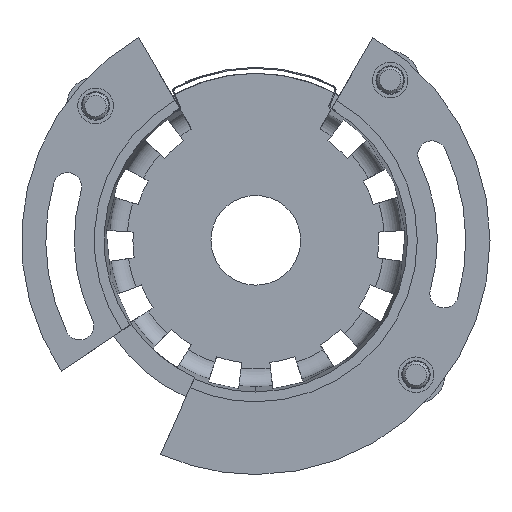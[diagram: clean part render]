
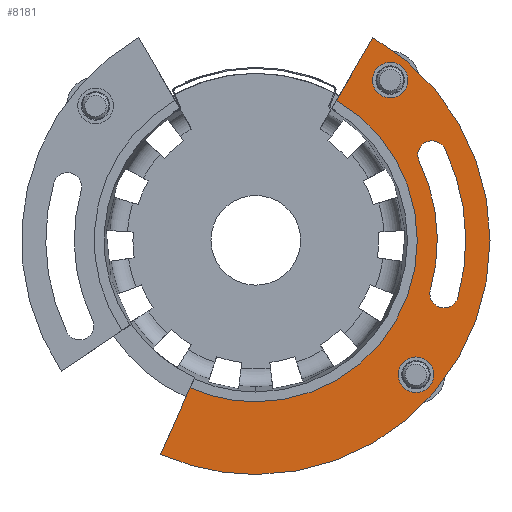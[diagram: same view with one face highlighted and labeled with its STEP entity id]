
A CAD part, front view. The second image highlights one B-rep face of the part: STEP entity #8181.
In plain terms, the highlighted planar face has unit normal (0, -1, 0).
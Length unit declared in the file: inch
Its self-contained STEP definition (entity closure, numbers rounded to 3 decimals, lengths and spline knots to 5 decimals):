
#2 = VERTEX_POINT ( 'NONE', #1285 ) ;
#109 = CARTESIAN_POINT ( 'NONE',  ( 2.25026, 0., -1.88819 ) ) ;
#144 = AXIS2_PLACEMENT_3D ( 'NONE', #5913, #643, #6793 ) ;
#223 = DIRECTION ( 'NONE',  ( 0., -1., 0. ) ) ;
#237 = DIRECTION ( 'NONE',  ( 0., -1., 0. ) ) ;
#348 = EDGE_LOOP ( 'NONE', ( #9300, #9222, #2311, #7038, #9984 ) ) ;
#373 = ORIENTED_EDGE ( 'NONE', *, *, #6729, .F. ) ;
#590 = LINE ( 'NONE', #10928, #9417 ) ;
#643 = DIRECTION ( 'NONE',  ( 0., -1., 0. ) ) ;
#688 = CARTESIAN_POINT ( 'NONE',  ( 2.4533, 0., -0.69557 ) ) ;
#755 = DIRECTION ( 'NONE',  ( 0., 0., 1. ) ) ;
#845 = EDGE_CURVE ( 'NONE', #2298, #5595, #9575, .T. ) ;
#918 = CARTESIAN_POINT ( 'NONE',  ( 0., 0., 0. ) ) ;
#922 = CIRCLE ( 'NONE', #8266, 0.25 ) ;
#986 = VERTEX_POINT ( 'NONE', #9303 ) ;
#1011 = EDGE_LOOP ( 'NONE', ( #1739, #8264 ) ) ;
#1044 = CARTESIAN_POINT ( 'NONE',  ( 0., 0., 0. ) ) ;
#1194 = AXIS2_PLACEMENT_3D ( 'NONE', #4184, #5063, #755 ) ;
#1285 = CARTESIAN_POINT ( 'NONE',  ( 1.88819, 0., 2.50026 ) ) ;
#1296 = EDGE_CURVE ( 'NONE', #4560, #8841, #4038, .T. ) ;
#1456 = CARTESIAN_POINT ( 'NONE',  ( -1.33816, 0., -3.00556 ) ) ;
#1739 = ORIENTED_EDGE ( 'NONE', *, *, #8726, .F. ) ;
#1777 = AXIS2_PLACEMENT_3D ( 'NONE', #4962, #3233, #9405 ) ;
#1792 = DIRECTION ( 'NONE',  ( 0., 0., 1. ) ) ;
#1848 = DIRECTION ( 'NONE',  ( 0., -1., 0. ) ) ;
#1872 = CARTESIAN_POINT ( 'NONE',  ( 2.64572, 0., -0.75013 ) ) ;
#1897 = DIRECTION ( 'NONE',  ( 0., 0., -1. ) ) ;
#2042 = CIRCLE ( 'NONE', #7212, 2.55 ) ;
#2091 = DIRECTION ( 'NONE',  ( 0.5, 0., 0.866 ) ) ;
#2210 = LINE ( 'NONE', #2237, #11297 ) ;
#2237 = CARTESIAN_POINT ( 'NONE',  ( 0., 0., 0. ) ) ;
#2284 = DIRECTION ( 'NONE',  ( 0., -1., 0. ) ) ;
#2298 = VERTEX_POINT ( 'NONE', #2584 ) ;
#2311 = ORIENTED_EDGE ( 'NONE', *, *, #6047, .F. ) ;
#2341 = CIRCLE ( 'NONE', #5937, 2.269 ) ;
#2409 = ORIENTED_EDGE ( 'NONE', *, *, #6327, .F. ) ;
#2426 = CARTESIAN_POINT ( 'NONE',  ( 2.25026, 0., -1.63819 ) ) ;
#2584 = CARTESIAN_POINT ( 'NONE',  ( 2.65528, 0., 1.28529 ) ) ;
#2593 = EDGE_CURVE ( 'NONE', #8714, #6704, #7453, .T. ) ;
#2677 = ORIENTED_EDGE ( 'NONE', *, *, #4484, .F. ) ;
#2819 = ORIENTED_EDGE ( 'NONE', *, *, #3017, .F. ) ;
#2845 = FACE_BOUND ( 'NONE', #6292, .T. ) ;
#2920 = AXIS2_PLACEMENT_3D ( 'NONE', #918, #7052, #1792 ) ;
#3017 = EDGE_CURVE ( 'NONE', #986, #3334, #8301, .T. ) ;
#3233 = DIRECTION ( 'NONE',  ( 0., 1., 0. ) ) ;
#3334 = VERTEX_POINT ( 'NONE', #6003 ) ;
#3406 = ORIENTED_EDGE ( 'NONE', *, *, #1296, .F. ) ;
#3419 = AXIS2_PLACEMENT_3D ( 'NONE', #1044, #3768, #8939 ) ;
#3424 = DIRECTION ( 'NONE',  ( 0., -1., 0. ) ) ;
#3674 = AXIS2_PLACEMENT_3D ( 'NONE', #9781, #4503, #10649 ) ;
#3768 = DIRECTION ( 'NONE',  ( 0., -1., 0. ) ) ;
#3916 = VERTEX_POINT ( 'NONE', #688 ) ;
#4011 = EDGE_CURVE ( 'NONE', #9424, #5726, #6934, .T. ) ;
#4038 = CIRCLE ( 'NONE', #8253, 0.25 ) ;
#4145 = CARTESIAN_POINT ( 'NONE',  ( 2.25026, 0., -2.13819 ) ) ;
#4184 = CARTESIAN_POINT ( 'NONE',  ( 0., 0., 0. ) ) ;
#4354 = CIRCLE ( 'NONE', #144, 0.25 ) ;
#4484 = EDGE_CURVE ( 'NONE', #8603, #986, #590, .T. ) ;
#4503 = DIRECTION ( 'NONE',  ( 0., 1., 0. ) ) ;
#4558 = AXIS2_PLACEMENT_3D ( 'NONE', #8371, #223, #6937 ) ;
#4560 = VERTEX_POINT ( 'NONE', #4145 ) ;
#4681 = CARTESIAN_POINT ( 'NONE',  ( 0., 0., 0. ) ) ;
#4909 = FACE_OUTER_BOUND ( 'NONE', #9274, .T. ) ;
#4962 = CARTESIAN_POINT ( 'NONE',  ( 0., 0., 0. ) ) ;
#5063 = DIRECTION ( 'NONE',  ( 0., 1., 0. ) ) ;
#5274 = VERTEX_POINT ( 'NONE', #7228 ) ;
#5509 = CARTESIAN_POINT ( 'NONE',  ( 0., 0., 0. ) ) ;
#5562 = DIRECTION ( 'NONE',  ( 0., 0., 1. ) ) ;
#5595 = VERTEX_POINT ( 'NONE', #6857 ) ;
#5726 = VERTEX_POINT ( 'NONE', #6127 ) ;
#5744 = ORIENTED_EDGE ( 'NONE', *, *, #6515, .F. ) ;
#5750 = DIRECTION ( 'NONE',  ( 0.407, 0., 0.914 ) ) ;
#5913 = CARTESIAN_POINT ( 'NONE',  ( 1.88819, 0., 2.25026 ) ) ;
#5937 = AXIS2_PLACEMENT_3D ( 'NONE', #5509, #237, #6397 ) ;
#6003 = CARTESIAN_POINT ( 'NONE',  ( 0., 0., -3.29 ) ) ;
#6007 = CARTESIAN_POINT ( 'NONE',  ( 2.83813, 0., -0.80468 ) ) ;
#6047 = EDGE_CURVE ( 'NONE', #3916, #8714, #8120, .T. ) ;
#6127 = CARTESIAN_POINT ( 'NONE',  ( 0., 0., -2.269 ) ) ;
#6292 = EDGE_LOOP ( 'NONE', ( #3406, #373 ) ) ;
#6327 = EDGE_CURVE ( 'NONE', #5726, #8603, #2341, .T. ) ;
#6397 = DIRECTION ( 'NONE',  ( 0., 0., -1. ) ) ;
#6515 = EDGE_CURVE ( 'NONE', #8695, #9424, #2210, .T. ) ;
#6575 = ORIENTED_EDGE ( 'NONE', *, *, #4011, .F. ) ;
#6704 = VERTEX_POINT ( 'NONE', #6007 ) ;
#6729 = EDGE_CURVE ( 'NONE', #8841, #4560, #11154, .T. ) ;
#6793 = DIRECTION ( 'NONE',  ( 0., 0., -1. ) ) ;
#6857 = CARTESIAN_POINT ( 'NONE',  ( 2.29524, 0., 1.11102 ) ) ;
#6934 = CIRCLE ( 'NONE', #3419, 2.269 ) ;
#6937 = DIRECTION ( 'NONE',  ( 0., 0., -1. ) ) ;
#7038 = ORIENTED_EDGE ( 'NONE', *, *, #7491, .F. ) ;
#7052 = DIRECTION ( 'NONE',  ( 0., -1., 0. ) ) ;
#7116 = CARTESIAN_POINT ( 'NONE',  ( 1.88819, 0., 2.25026 ) ) ;
#7151 = DIRECTION ( 'NONE',  ( 0., -1., 0. ) ) ;
#7212 = AXIS2_PLACEMENT_3D ( 'NONE', #4681, #10843, #5562 ) ;
#7228 = CARTESIAN_POINT ( 'NONE',  ( 1.88819, 0., 2.00026 ) ) ;
#7256 = FACE_BOUND ( 'NONE', #1011, .T. ) ;
#7276 = CIRCLE ( 'NONE', #3674, 3.29 ) ;
#7360 = EDGE_CURVE ( 'NONE', #3334, #8695, #7276, .T. ) ;
#7453 = CIRCLE ( 'NONE', #10119, 0.2 ) ;
#7491 = EDGE_CURVE ( 'NONE', #5595, #3916, #2042, .T. ) ;
#7527 = FACE_BOUND ( 'NONE', #348, .T. ) ;
#7558 = CARTESIAN_POINT ( 'NONE',  ( 2.64572, 0., -0.75013 ) ) ;
#8017 = DIRECTION ( 'NONE',  ( 0., 0., -1. ) ) ;
#8120 = CIRCLE ( 'NONE', #11113, 0.2 ) ;
#8181 = ADVANCED_FACE ( 'NONE', ( #7256, #2845, #7527, #4909 ), #9369, .F. ) ;
#8253 = AXIS2_PLACEMENT_3D ( 'NONE', #109, #7151, #1897 ) ;
#8264 = ORIENTED_EDGE ( 'NONE', *, *, #8379, .F. ) ;
#8266 = AXIS2_PLACEMENT_3D ( 'NONE', #7116, #1848, #8017 ) ;
#8301 = CIRCLE ( 'NONE', #1194, 3.29 ) ;
#8371 = CARTESIAN_POINT ( 'NONE',  ( 2.47526, 0., 1.19815 ) ) ;
#8379 = EDGE_CURVE ( 'NONE', #2, #5274, #922, .T. ) ;
#8426 = DIRECTION ( 'NONE',  ( 0., 0., 1. ) ) ;
#8603 = VERTEX_POINT ( 'NONE', #11019 ) ;
#8684 = CARTESIAN_POINT ( 'NONE',  ( 2.25026, 0., -1.88819 ) ) ;
#8695 = VERTEX_POINT ( 'NONE', #1456 ) ;
#8714 = VERTEX_POINT ( 'NONE', #9393 ) ;
#8726 = EDGE_CURVE ( 'NONE', #5274, #2, #4354, .T. ) ;
#8841 = VERTEX_POINT ( 'NONE', #2426 ) ;
#8939 = DIRECTION ( 'NONE',  ( 0., 0., -1. ) ) ;
#9130 = DIRECTION ( 'NONE',  ( 0., 0., 1. ) ) ;
#9222 = ORIENTED_EDGE ( 'NONE', *, *, #2593, .F. ) ;
#9274 = EDGE_LOOP ( 'NONE', ( #6575, #5744, #11073, #2819, #2677, #2409 ) ) ;
#9300 = ORIENTED_EDGE ( 'NONE', *, *, #10741, .F. ) ;
#9303 = CARTESIAN_POINT ( 'NONE',  ( 1.645, 0., 2.84922 ) ) ;
#9369 = PLANE ( 'NONE',  #1777 ) ;
#9393 = CARTESIAN_POINT ( 'NONE',  ( 2.64572, 0., -0.95013 ) ) ;
#9405 = DIRECTION ( 'NONE',  ( 0., 0., 1. ) ) ;
#9417 = VECTOR ( 'NONE', #2091, 39.37008 ) ;
#9424 = VERTEX_POINT ( 'NONE', #10371 ) ;
#9575 = CIRCLE ( 'NONE', #4558, 0.2 ) ;
#9605 = DIRECTION ( 'NONE',  ( 0., 0., -1. ) ) ;
#9625 = DIRECTION ( 'NONE',  ( 0., -1., 0. ) ) ;
#9781 = CARTESIAN_POINT ( 'NONE',  ( 0., 0., 0. ) ) ;
#9812 = CIRCLE ( 'NONE', #2920, 2.95 ) ;
#9870 = AXIS2_PLACEMENT_3D ( 'NONE', #8684, #3424, #9605 ) ;
#9984 = ORIENTED_EDGE ( 'NONE', *, *, #845, .F. ) ;
#10119 = AXIS2_PLACEMENT_3D ( 'NONE', #1872, #9625, #9130 ) ;
#10371 = CARTESIAN_POINT ( 'NONE',  ( -0.92289, 0., -2.07283 ) ) ;
#10649 = DIRECTION ( 'NONE',  ( 0., 0., 1. ) ) ;
#10741 = EDGE_CURVE ( 'NONE', #6704, #2298, #9812, .T. ) ;
#10843 = DIRECTION ( 'NONE',  ( 0., 1., 0. ) ) ;
#10928 = CARTESIAN_POINT ( 'NONE',  ( 0., 0., 0. ) ) ;
#11019 = CARTESIAN_POINT ( 'NONE',  ( 1.1345, 0., 1.96501 ) ) ;
#11073 = ORIENTED_EDGE ( 'NONE', *, *, #7360, .F. ) ;
#11113 = AXIS2_PLACEMENT_3D ( 'NONE', #7558, #2284, #8426 ) ;
#11154 = CIRCLE ( 'NONE', #9870, 0.25 ) ;
#11297 = VECTOR ( 'NONE', #5750, 39.37008 ) ;
